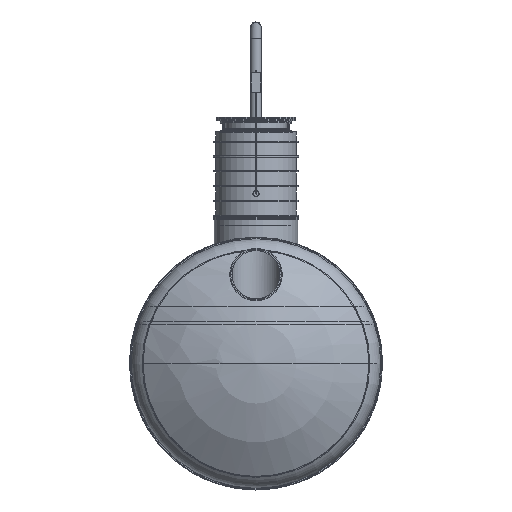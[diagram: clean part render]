
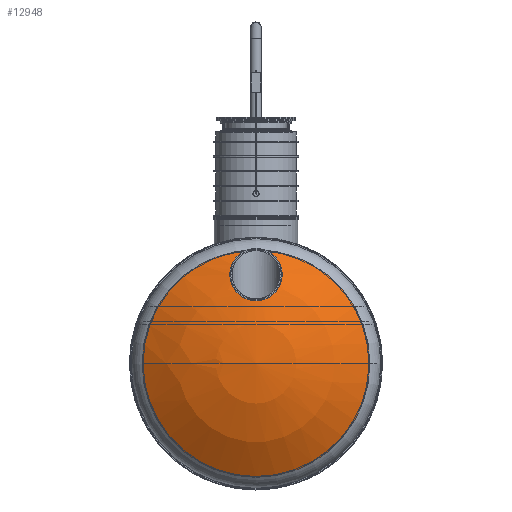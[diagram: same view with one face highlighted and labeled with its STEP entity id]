
A CAD part, left-side view. The second image highlights one B-rep face of the part: STEP entity #12948.
In plain terms, the highlighted spherical face has radius 2016 mm.
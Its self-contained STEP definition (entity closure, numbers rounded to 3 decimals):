
#244=SPHERICAL_SURFACE('',#14622,2016.);
#2356=B_SPLINE_CURVE_WITH_KNOTS('',3,(#21023,#21024,#21025,#21026,#21027,
#21028,#21029,#21030,#21031,#21032,#21033,#21034,#21035,#21036,#21037,#21038,
#21039,#21040,#21041,#21042,#21043,#21044,#21045,#21046,#21047,#21048,#21049,
#21050,#21051,#21052,#21053,#21054,#21055,#21056,#21057,#21058,#21059,#21060,
#21061,#21062,#21063,#21064,#21065,#21066,#21067,#21068,#21069,#21070,#21071,
#21072,#21073,#21074,#21075,#21076,#21077,#21078,#21079,#21080,#21081,#21082,
#21083,#21084,#21085,#21086,#21087,#21088,#21089,#21090,#21091,#21092,#21093,
#21094,#21095,#21096,#21097,#21098,#21099,#21100,#21101,#21102,#21103,#21104,
#21105,#21106,#21107,#21108,#21109,#21110,#21111,#21112,#21113,#21114,#21115,
#21116,#21117),.UNSPECIFIED.,.T.,.F.,(1,1,1,1,1,1,1,1,1,1,1,1,1,1,1,1,1,
1,1,1,1,1,1,1,1,1,1,1,1,1,1,1,1,1,1,1,1,1,1,1,1,1,1,1,1,1,1,1,1,1,1,1,1,
1,1,1,1,1,1,1,1,1,1,1,1,1,1,1,1,1,1,1,1,1,1,1,1,1,1,1,1,1,1,1,1,1,1,1,1,
1,1,1,1,1,1,1,1,1,1),(-0.039,-0.026,-0.013,
0.,0.026,0.052,0.078,
0.09,0.103,0.116,0.129,
0.155,0.181,0.194,0.207,
0.22,0.233,0.259,0.284,
0.297,0.31,0.323,0.336,
0.349,0.362,0.375,0.388,
0.401,0.414,0.439,0.465,
0.478,0.491,0.517,0.543,
0.556,0.569,0.595,0.62,
0.646,0.672,0.698,0.711,
0.724,0.75,0.776,0.801,
0.814,0.827,0.853,0.879,
0.892,0.905,0.918,0.931,
0.957,0.982,0.995,1.008,1.021,
1.034,1.06,1.086,1.099,1.112,
1.125,1.137,1.163,1.176,1.189,
1.202,1.215,1.241,1.267,1.28,
1.293,1.306,1.318,1.344,1.357,
1.37,1.396,1.422,1.435,1.448,
1.474,1.499,1.512,1.525,1.551,
1.577,1.603,1.616,1.629,1.642,
1.655,1.68,1.706,1.732),
 .UNSPECIFIED.);
#2753=ORIENTED_EDGE('',*,*,#6037,.F.);
#2754=ORIENTED_EDGE('',*,*,#6038,.T.);
#6037=EDGE_CURVE('',#7700,#7700,#8939,.T.);
#6038=EDGE_CURVE('',#7701,#7701,#2356,.T.);
#7700=VERTEX_POINT('',#21022);
#7701=VERTEX_POINT('',#21118);
#8939=CIRCLE('',#14623,1152.964);
#9713=EDGE_LOOP('',(#2753));
#9714=EDGE_LOOP('',(#2754));
#11199=FACE_BOUND('',#9713,.T.);
#11200=FACE_BOUND('',#9714,.T.);
#12948=ADVANCED_FACE('',(#11199,#11200),#244,.T.);
#14622=AXIS2_PLACEMENT_3D('',#21020,#16477,#16478);
#14623=AXIS2_PLACEMENT_3D('',#21021,#16479,#16480);
#16477=DIRECTION('',(0.,0.,-1.));
#16478=DIRECTION('',(-1.,0.,0.));
#16479=DIRECTION('',(0.,0.,-1.));
#16480=DIRECTION('',(-1.,0.,0.));
#21020=CARTESIAN_POINT('',(0.,0.,-2016.));
#21021=CARTESIAN_POINT('',(0.,0.,-362.238));
#21022=CARTESIAN_POINT('',(-1152.964,0.,-362.238));
#21023=CARTESIAN_POINT('',(-243.019,840.937,-199.938));
#21024=CARTESIAN_POINT('',(-246.381,856.356,-207.592));
#21025=CARTESIAN_POINT('',(-249.17,875.634,-217.206));
#21026=CARTESIAN_POINT('',(-250.351,898.734,-228.801));
#21027=CARTESIAN_POINT('',(-249.562,917.966,-238.518));
#21028=CARTESIAN_POINT('',(-247.859,933.334,-246.32));
#21029=CARTESIAN_POINT('',(-246.034,944.868,-252.196));
#21030=CARTESIAN_POINT('',(-243.662,956.34,-258.059));
#21031=CARTESIAN_POINT('',(-239.814,971.373,-265.769));
#21032=CARTESIAN_POINT('',(-233.717,989.758,-275.243));
#21033=CARTESIAN_POINT('',(-225.906,1007.581,-284.488));
#21034=CARTESIAN_POINT('',(-218.599,1021.495,-291.74));
#21035=CARTESIAN_POINT('',(-212.571,1031.763,-297.107));
#21036=CARTESIAN_POINT('',(-205.998,1041.82,-302.381));
#21037=CARTESIAN_POINT('',(-196.647,1054.728,-309.171));
#21038=CARTESIAN_POINT('',(-183.81,1070.019,-317.25));
#21039=CARTESIAN_POINT('',(-169.428,1084.146,-324.756));
#21040=CARTESIAN_POINT('',(-156.956,1094.72,-330.394));
#21041=CARTESIAN_POINT('',(-147.083,1102.284,-334.438));
#21042=CARTESIAN_POINT('',(-136.737,1109.417,-338.261));
#21043=CARTESIAN_POINT('',(-126.102,1115.987,-341.789));
#21044=CARTESIAN_POINT('',(-115.134,1122.028,-345.04));
#21045=CARTESIAN_POINT('',(-103.842,1127.529,-348.005));
#21046=CARTESIAN_POINT('',(-92.219,1132.485,-350.682));
#21047=CARTESIAN_POINT('',(-80.259,1136.882,-353.06));
#21048=CARTESIAN_POINT('',(-67.942,1140.708,-355.132));
#21049=CARTESIAN_POINT('',(-51.074,1144.997,-357.457));
#21050=CARTESIAN_POINT('',(-29.857,1148.657,-359.445));
#21051=CARTESIAN_POINT('',(-8.324,1150.124,-360.243));
#21052=CARTESIAN_POINT('',(9.06,1149.951,-360.148));
#21053=CARTESIAN_POINT('',(26.594,1148.852,-359.551));
#21054=CARTESIAN_POINT('',(48.006,1145.798,-357.892));
#21055=CARTESIAN_POINT('',(68.833,1140.606,-355.076));
#21056=CARTESIAN_POINT('',(85.152,1135.17,-352.133));
#21057=CARTESIAN_POINT('',(101.181,1128.891,-348.739));
#21058=CARTESIAN_POINT('',(120.18,1119.696,-343.781));
#21059=CARTESIAN_POINT('',(141.521,1106.596,-336.743));
#21060=CARTESIAN_POINT('',(161.461,1091.403,-328.619));
#21061=CARTESIAN_POINT('',(179.348,1074.729,-319.747));
#21062=CARTESIAN_POINT('',(192.693,1059.632,-311.759));
#21063=CARTESIAN_POINT('',(202.447,1046.847,-305.023));
#21064=CARTESIAN_POINT('',(211.572,1033.602,-298.067));
#21065=CARTESIAN_POINT('',(221.585,1016.555,-289.154));
#21066=CARTESIAN_POINT('',(231.531,995.271,-278.096));
#21067=CARTESIAN_POINT('',(238.115,976.869,-268.597));
#21068=CARTESIAN_POINT('',(242.349,961.749,-260.83));
#21069=CARTESIAN_POINT('',(245.834,946.591,-253.071));
#21070=CARTESIAN_POINT('',(248.841,927.506,-243.349));
#21071=CARTESIAN_POINT('',(250.073,908.256,-233.608));
#21072=CARTESIAN_POINT('',(249.986,892.76,-225.805));
#21073=CARTESIAN_POINT('',(249.375,881.072,-219.938));
#21074=CARTESIAN_POINT('',(248.211,869.387,-214.093));
#21075=CARTESIAN_POINT('',(245.945,853.995,-206.417));
#21076=CARTESIAN_POINT('',(241.783,835.02,-197.));
#21077=CARTESIAN_POINT('',(235.845,816.423,-187.827));
#21078=CARTESIAN_POINT('',(230.,801.78,-180.636));
#21079=CARTESIAN_POINT('',(225.05,790.909,-175.313));
#21080=CARTESIAN_POINT('',(219.533,780.193,-170.081));
#21081=CARTESIAN_POINT('',(211.539,766.348,-163.34));
#21082=CARTESIAN_POINT('',(200.314,749.774,-155.303));
#21083=CARTESIAN_POINT('',(187.434,734.215,-147.797));
#21084=CARTESIAN_POINT('',(176.1,722.406,-142.119));
#21085=CARTESIAN_POINT('',(167.05,713.864,-138.021));
#21086=CARTESIAN_POINT('',(157.502,705.718,-134.121));
#21087=CARTESIAN_POINT('',(144.31,695.56,-129.268));
#21088=CARTESIAN_POINT('',(130.361,686.391,-124.9));
#21089=CARTESIAN_POINT('',(115.657,678.241,-121.027));
#21090=CARTESIAN_POINT('',(104.242,672.65,-118.373));
#21091=CARTESIAN_POINT('',(92.421,667.59,-115.975));
#21092=CARTESIAN_POINT('',(76.146,661.604,-113.141));
#21093=CARTESIAN_POINT('',(55.479,655.781,-110.389));
#21094=CARTESIAN_POINT('',(34.25,652.093,-108.649));
#21095=CARTESIAN_POINT('',(16.966,650.461,-107.879));
#21096=CARTESIAN_POINT('',(3.791,649.913,-107.621));
#21097=CARTESIAN_POINT('',(-9.296,650.06,-107.69));
#21098=CARTESIAN_POINT('',(-26.603,651.156,-108.207));
#21099=CARTESIAN_POINT('',(-43.715,653.587,-109.354));
#21100=CARTESIAN_POINT('',(-60.615,657.342,-111.127));
#21101=CARTESIAN_POINT('',(-77.424,662.013,-113.335));
#21102=CARTESIAN_POINT('',(-97.59,669.363,-116.813));
#21103=CARTESIAN_POINT('',(-116.692,678.622,-121.206));
#21104=CARTESIAN_POINT('',(-131.339,687.152,-125.263));
#21105=CARTESIAN_POINT('',(-145.578,696.45,-129.693));
#21106=CARTESIAN_POINT('',(-162.125,709.158,-135.763));
#21107=CARTESIAN_POINT('',(-177.147,723.26,-142.527));
#21108=CARTESIAN_POINT('',(-188.252,735.343,-148.342));
#21109=CARTESIAN_POINT('',(-198.779,747.998,-154.448));
#21110=CARTESIAN_POINT('',(-210.536,764.473,-162.426));
#21111=CARTESIAN_POINT('',(-222.517,785.214,-172.523));
#21112=CARTESIAN_POINT('',(-230.778,803.29,-181.373));
#21113=CARTESIAN_POINT('',(-236.346,818.219,-188.715));
#21114=CARTESIAN_POINT('',(-239.957,829.52,-194.289));
#21115=CARTESIAN_POINT('',(-243.019,840.937,-199.938));
#21116=CARTESIAN_POINT('',(-246.381,856.356,-207.592));
#21117=CARTESIAN_POINT('',(-249.17,875.634,-217.206));
#21118=CARTESIAN_POINT('',(-245.446,852.501,-205.681));
